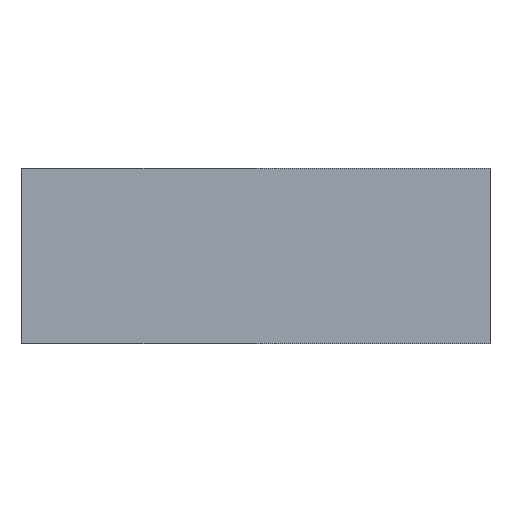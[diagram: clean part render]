
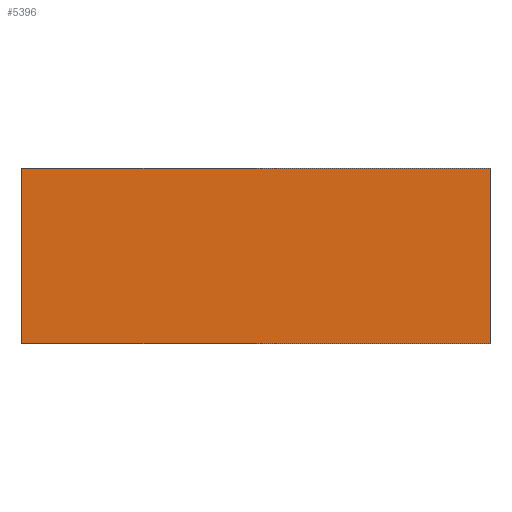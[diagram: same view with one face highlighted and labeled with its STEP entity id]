
A CAD part, left-side view. The second image highlights one B-rep face of the part: STEP entity #5396.
In plain terms, the highlighted planar face has unit normal (-1, 0, 0).
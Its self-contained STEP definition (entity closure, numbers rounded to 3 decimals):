
#611=ORIENTED_EDGE('',*,*,#1338,.T.);
#612=ORIENTED_EDGE('',*,*,#1339,.F.);
#613=ORIENTED_EDGE('',*,*,#1225,.T.);
#614=ORIENTED_EDGE('',*,*,#1179,.T.);
#1179=EDGE_CURVE('',#1570,#1569,#1903,.T.);
#1225=EDGE_CURVE('',#1613,#1570,#1934,.T.);
#1338=EDGE_CURVE('',#1569,#1723,#1947,.T.);
#1339=EDGE_CURVE('',#1613,#1723,#1948,.T.);
#1569=VERTEX_POINT('',#7219);
#1570=VERTEX_POINT('',#7221);
#1613=VERTEX_POINT('',#7394);
#1723=VERTEX_POINT('',#7722);
#1903=LINE('',#7220,#2059);
#1934=LINE('',#7397,#2090);
#1947=LINE('',#7721,#2103);
#1948=LINE('',#7723,#2104);
#2059=VECTOR('',#6080,1000.);
#2090=VECTOR('',#6125,1000.);
#2103=VECTOR('',#6544,1000.);
#2104=VECTOR('',#6545,1000.);
#2359=EDGE_LOOP('',(#611,#612,#613,#614));
#2853=FACE_BOUND('',#2359,.T.);
#3242=PLANE('',#5785);
#5396=ADVANCED_FACE('',(#2853),#3242,.F.);
#5785=AXIS2_PLACEMENT_3D('',#7720,#6542,#6543);
#6080=DIRECTION('',(0.,0.,-1.));
#6125=DIRECTION('',(0.,1.,0.));
#6542=DIRECTION('',(1.,0.,0.));
#6543=DIRECTION('',(0.,0.,-1.));
#6544=DIRECTION('',(0.,-1.,0.));
#6545=DIRECTION('',(0.,0.,-1.));
#7219=CARTESIAN_POINT('',(-45.,20.,0.));
#7220=CARTESIAN_POINT('',(-45.,20.,15.));
#7221=CARTESIAN_POINT('',(-45.,20.,15.));
#7394=CARTESIAN_POINT('',(-45.,-20.,15.));
#7397=CARTESIAN_POINT('',(-45.,-20.,15.));
#7720=CARTESIAN_POINT('',(-45.,20.,15.));
#7721=CARTESIAN_POINT('',(-45.,20.,0.));
#7722=CARTESIAN_POINT('',(-45.,-20.,0.));
#7723=CARTESIAN_POINT('',(-45.,-20.,15.));
